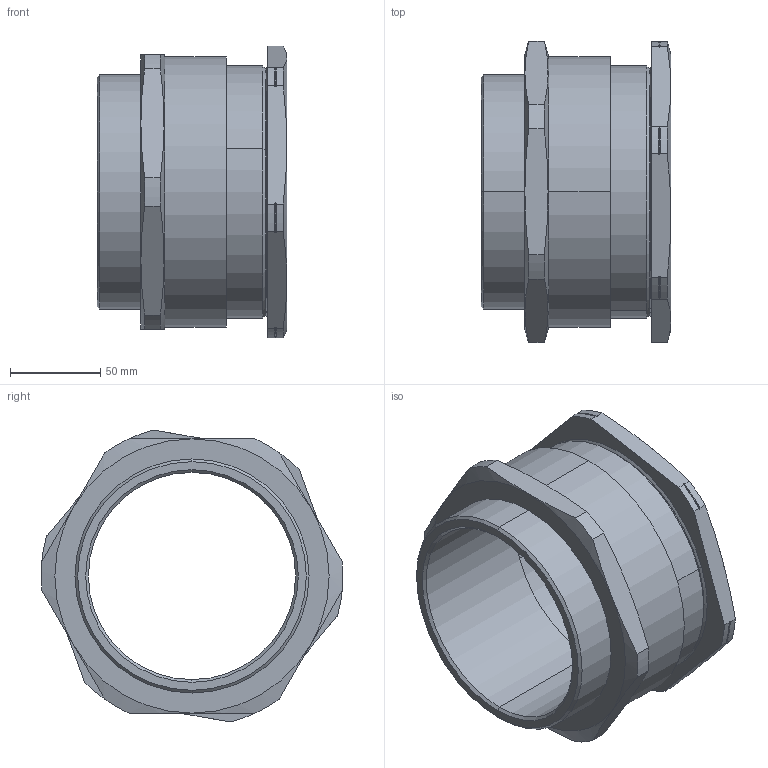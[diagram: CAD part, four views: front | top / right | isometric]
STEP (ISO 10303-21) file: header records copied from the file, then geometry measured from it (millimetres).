
FILE_DESCRIPTION (( 'STEP AP203' ), '1' );
FILE_NAME ('130A2F(E)1001RA.STEP', '2021-06-15T12:21:34', ( '' ), ( '' ), 'SwSTEP 2.0', 'SolidWorks 2017', '' );
FILE_SCHEMA (( 'CONFIG_CONTROL_DESIGN' ));
Length unit declared in the file: millimetre
Products named in the file (1): 130A2F(E)1001RA
Bounding box: 105.4 x 167.56 x 162.17 mm (x, y, z)
Volume: 616877.1 mm3; surface area: 112319.4 mm2
Topology: 1 solids, 1 shells, 84 faces, 208 edges, 130 vertices
Faces by surface type: cylinder 30, cone 22, plane 18, torus 14
Entity records: 2853 total; most frequent: CARTESIAN_POINT 815, ORIENTED_EDGE 416, DIRECTION 410, EDGE_CURVE 208, AXIS2_PLACEMENT_3D 173, VERTEX_POINT 130, EDGE_LOOP 90, CIRCLE 88
